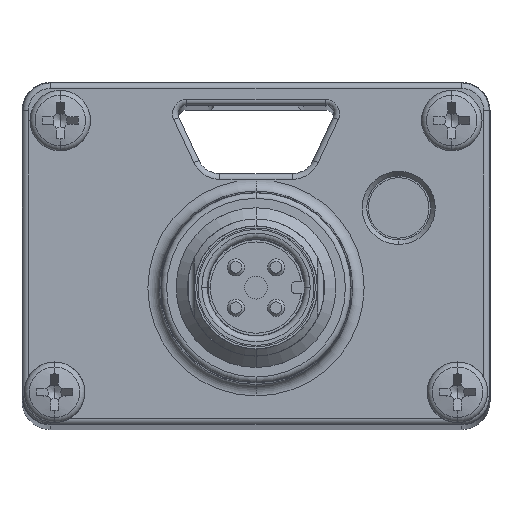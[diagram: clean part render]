
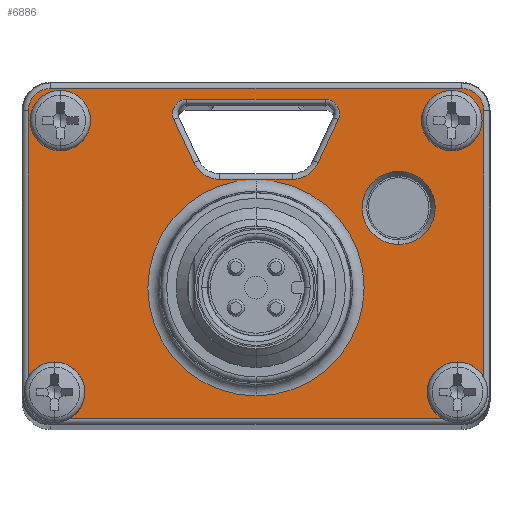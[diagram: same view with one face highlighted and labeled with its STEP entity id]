
A CAD part, top view. The second image highlights one B-rep face of the part: STEP entity #6886.
In plain terms, the highlighted planar face has unit normal (0, 0, 1).
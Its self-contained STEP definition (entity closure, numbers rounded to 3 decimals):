
#212=CARTESIAN_POINT('',(0.,-18.,2.));
#213=DIRECTION('',(0.,0.,1.));
#214=DIRECTION('',(0.,-1.,0.));
#215=AXIS2_PLACEMENT_3D('',#212,#213,#214);
#217=CARTESIAN_POINT('',(3.18,-6.,2.));
#218=DIRECTION('',(0.,0.,1.));
#219=DIRECTION('',(0.,-1.,0.));
#220=AXIS2_PLACEMENT_3D('',#217,#218,#219);
#222=DIRECTION('',(0.423,0.906,0.));
#223=VECTOR('',#222,4.169);
#224=CARTESIAN_POINT('',(5.446,-7.057,2.));
#225=LINE('',#224,#223);
#226=CARTESIAN_POINT('',(6.075,-2.75,2.));
#227=DIRECTION('',(0.,0.,1.));
#228=DIRECTION('',(0.906,-0.423,0.));
#229=AXIS2_PLACEMENT_3D('',#226,#227,#228);
#231=CARTESIAN_POINT('',(-6.075,-2.75,2.));
#232=DIRECTION('',(0.,0.,1.));
#233=DIRECTION('',(0.,1.,0.));
#234=AXIS2_PLACEMENT_3D('',#231,#232,#233);
#236=DIRECTION('',(0.423,-0.906,0.));
#237=VECTOR('',#236,4.169);
#238=CARTESIAN_POINT('',(-7.208,-3.278,2.));
#239=LINE('',#238,#237);
#240=CARTESIAN_POINT('',(-3.18,-6.,2.));
#241=DIRECTION('',(0.,0.,1.));
#242=DIRECTION('',(-0.906,-0.423,0.));
#243=AXIS2_PLACEMENT_3D('',#240,#241,#242);
#245=CARTESIAN_POINT('',(0.,-18.,2.));
#246=DIRECTION('',(0.,0.,1.));
#247=DIRECTION('',(0.001,1.,0.));
#248=AXIS2_PLACEMENT_3D('',#245,#246,#247);
#250=CARTESIAN_POINT('',(12.5,-11.,2.));
#251=DIRECTION('',(0.,0.,1.));
#252=DIRECTION('',(0.,-1.,0.));
#253=AXIS2_PLACEMENT_3D('',#250,#251,#252);
#255=CARTESIAN_POINT('',(12.5,-11.,2.));
#256=DIRECTION('',(0.,0.,1.));
#257=DIRECTION('',(0.,1.,0.));
#258=AXIS2_PLACEMENT_3D('',#255,#256,#257);
#260=CARTESIAN_POINT('',(-17.65,-27.15,2.));
#261=DIRECTION('',(0.,0.,-1.));
#262=DIRECTION('',(-0.872,0.49,0.));
#263=AXIS2_PLACEMENT_3D('',#260,#261,#262);
#265=CARTESIAN_POINT('',(-18.,-2.5,2.));
#266=DIRECTION('',(0.,0.,-1.));
#267=DIRECTION('',(-1.,0.,0.));
#268=AXIS2_PLACEMENT_3D('',#265,#266,#267);
#270=CARTESIAN_POINT('',(18.,-2.5,2.));
#271=DIRECTION('',(0.,0.,-1.));
#272=DIRECTION('',(0.,1.,0.));
#273=AXIS2_PLACEMENT_3D('',#270,#271,#272);
#275=CARTESIAN_POINT('',(17.65,-27.15,2.));
#276=DIRECTION('',(0.,0.,-1.));
#277=DIRECTION('',(0.,1.,0.));
#278=AXIS2_PLACEMENT_3D('',#275,#276,#277);
#280=CARTESIAN_POINT('',(17.65,-27.15,2.));
#281=DIRECTION('',(0.,0.,-1.));
#282=DIRECTION('',(-0.49,-0.872,0.));
#283=AXIS2_PLACEMENT_3D('',#280,#281,#282);
#285=CARTESIAN_POINT('',(-17.65,-27.15,2.));
#286=DIRECTION('',(0.,0.,-1.));
#287=DIRECTION('',(0.,1.,0.));
#288=AXIS2_PLACEMENT_3D('',#285,#286,#287);
#290=CARTESIAN_POINT('',(17.15,-3.35,2.));
#291=DIRECTION('',(0.,0.,-1.));
#292=DIRECTION('',(0.,-1.,0.));
#293=AXIS2_PLACEMENT_3D('',#290,#291,#292);
#295=CARTESIAN_POINT('',(17.15,-3.35,2.));
#296=DIRECTION('',(0.,0.,-1.));
#297=DIRECTION('',(0.,1.,0.));
#298=AXIS2_PLACEMENT_3D('',#295,#296,#297);
#300=CARTESIAN_POINT('',(-17.15,-3.35,2.));
#301=DIRECTION('',(0.,0.,-1.));
#302=DIRECTION('',(0.,-1.,0.));
#303=AXIS2_PLACEMENT_3D('',#300,#301,#302);
#305=CARTESIAN_POINT('',(-17.15,-3.35,2.));
#306=DIRECTION('',(0.,0.,-1.));
#307=DIRECTION('',(0.,1.,0.));
#308=AXIS2_PLACEMENT_3D('',#305,#306,#307);
#1692=DIRECTION('',(-1.,-0.005,0.));
#1693=VECTOR('',#1692,3.191);
#1694=CARTESIAN_POINT('',(3.18,-8.5,2.));
#1695=LINE('',#1694,#1693);
#1696=DIRECTION('',(-1.,0.005,0.));
#1697=VECTOR('',#1696,3.17);
#1698=CARTESIAN_POINT('',(-0.01,-8.515,2.));
#1699=LINE('',#1698,#1697);
#1720=DIRECTION('',(1.,0.,0.));
#1721=VECTOR('',#1720,12.15);
#1722=CARTESIAN_POINT('',(-6.075,-1.5,
2.));
#1723=LINE('',#1722,#1721);
#2173=DIRECTION('',(0.,-1.,0.));
#2174=VECTOR('',#2173,23.352);
#2175=CARTESIAN_POINT('',(-19.961,-2.5,2.));
#2176=LINE('',#2175,#2174);
#2191=DIRECTION('',(1.,0.,0.));
#2192=VECTOR('',#2191,32.705);
#2193=CARTESIAN_POINT('',(-16.352,-29.461,2.));
#2194=LINE('',#2193,#2192);
#2218=DIRECTION('',(0.,1.,0.));
#2219=VECTOR('',#2218,23.352);
#2220=CARTESIAN_POINT('',(19.961,-25.852,2.));
#2221=LINE('',#2220,#2219);
#2237=DIRECTION('',(-1.,0.,0.));
#2238=VECTOR('',#2237,36.);
#2239=CARTESIAN_POINT('',(18.,-0.539,2.));
#2240=LINE('',#2239,#2238);
#5382=CARTESIAN_POINT('',(-18.,-0.539,2.));
#5383=VERTEX_POINT('',#5382);
#5384=CARTESIAN_POINT('',(0.,-27.474,2.));
#5385=CARTESIAN_POINT('',(-0.033,-8.526,2.));
#5386=VERTEX_POINT('',#5384);
#5387=VERTEX_POINT('',#5385);
#5388=CARTESIAN_POINT('',(-6.075,-1.5,2.));
#5389=CARTESIAN_POINT('',(-7.208,-3.278,
2.));
#5390=VERTEX_POINT('',#5388);
#5391=VERTEX_POINT('',#5389);
#5392=CARTESIAN_POINT('',(-5.446,-7.057,2.));
#5393=VERTEX_POINT('',#5392);
#5394=CARTESIAN_POINT('',(-3.18,-8.5,2.));
#5395=VERTEX_POINT('',#5394);
#5396=CARTESIAN_POINT('',(3.18,-8.5,2.));
#5397=CARTESIAN_POINT('',(5.446,-7.057,2.));
#5398=VERTEX_POINT('',#5396);
#5399=VERTEX_POINT('',#5397);
#5400=CARTESIAN_POINT('',(7.208,-3.278,2.));
#5401=VERTEX_POINT('',#5400);
#5402=CARTESIAN_POINT('',(6.075,-1.5,2.));
#5403=VERTEX_POINT('',#5402);
#5404=CARTESIAN_POINT('',(-19.961,-2.5,2.));
#5405=VERTEX_POINT('',#5404);
#5406=CARTESIAN_POINT('',(18.,-0.539,2.));
#5407=VERTEX_POINT('',#5406);
#5408=CARTESIAN_POINT('',(19.961,-2.5,2.));
#5409=VERTEX_POINT('',#5408);
#5410=CARTESIAN_POINT('',(12.5,-14.2,2.));
#5411=CARTESIAN_POINT('',(12.5,-7.8,2.));
#5412=VERTEX_POINT('',#5410);
#5413=VERTEX_POINT('',#5411);
#6522=CARTESIAN_POINT('',(16.352,-29.461,2.));
#6523=CARTESIAN_POINT('',(17.65,-24.5,2.));
#6524=VERTEX_POINT('',#6522);
#6525=VERTEX_POINT('',#6523);
#6526=CARTESIAN_POINT('',(19.961,-25.852,2.));
#6527=VERTEX_POINT('',#6526);
#6532=CARTESIAN_POINT('',(-19.961,-25.852,2.));
#6533=CARTESIAN_POINT('',(-17.65,-24.5,2.));
#6534=VERTEX_POINT('',#6532);
#6535=VERTEX_POINT('',#6533);
#6536=CARTESIAN_POINT('',(-16.352,-29.461,2.));
#6537=VERTEX_POINT('',#6536);
#6542=CARTESIAN_POINT('',(17.15,-6.,2.));
#6543=CARTESIAN_POINT('',(17.15,-0.7,2.));
#6544=VERTEX_POINT('',#6542);
#6545=VERTEX_POINT('',#6543);
#6546=CARTESIAN_POINT('',(-17.15,-6.,2.));
#6547=CARTESIAN_POINT('',(-17.15,-0.7,2.));
#6548=VERTEX_POINT('',#6546);
#6549=VERTEX_POINT('',#6547);
#6818=CARTESIAN_POINT('',(0.,-15.,2.));
#6819=DIRECTION('',(0.,0.,1.));
#6820=DIRECTION('',(-1.,0.,0.));
#6821=AXIS2_PLACEMENT_3D('',#6818,#6819,#6820);
#6822=PLANE('',#6821);
#6824=ORIENTED_EDGE('',*,*,#6823,.F.);
#6826=ORIENTED_EDGE('',*,*,#6825,.F.);
#6828=ORIENTED_EDGE('',*,*,#6827,.T.);
#6830=ORIENTED_EDGE('',*,*,#6829,.F.);
#6832=ORIENTED_EDGE('',*,*,#6831,.T.);
#6834=ORIENTED_EDGE('',*,*,#6833,.F.);
#6836=ORIENTED_EDGE('',*,*,#6835,.F.);
#6838=ORIENTED_EDGE('',*,*,#6837,.F.);
#6840=ORIENTED_EDGE('',*,*,#6839,.F.);
#6842=ORIENTED_EDGE('',*,*,#6841,.F.);
#6843=EDGE_LOOP('',(#6824,#6826,#6828,#6830,#6832,#6834,#6836,#6838,#6840,
#6842));
#6844=FACE_OUTER_BOUND('',#6843,.F.);
#6846=ORIENTED_EDGE('',*,*,#6845,.T.);
#6848=ORIENTED_EDGE('',*,*,#6847,.F.);
#6850=ORIENTED_EDGE('',*,*,#6849,.T.);
#6852=ORIENTED_EDGE('',*,*,#6851,.T.);
#6854=ORIENTED_EDGE('',*,*,#6853,.T.);
#6856=ORIENTED_EDGE('',*,*,#6855,.F.);
#6858=ORIENTED_EDGE('',*,*,#6857,.T.);
#6860=ORIENTED_EDGE('',*,*,#6859,.T.);
#6862=ORIENTED_EDGE('',*,*,#6861,.T.);
#6864=ORIENTED_EDGE('',*,*,#6863,.F.);
#6866=ORIENTED_EDGE('',*,*,#6865,.T.);
#6867=EDGE_LOOP('',(#6846,#6848,#6850,#6852,#6854,#6856,#6858,#6860,#6862,#6864,
#6866));
#6868=FACE_BOUND('',#6867,.F.);
#6870=ORIENTED_EDGE('',*,*,#6869,.T.);
#6872=ORIENTED_EDGE('',*,*,#6871,.T.);
#6873=EDGE_LOOP('',(#6870,#6872));
#6874=FACE_BOUND('',#6873,.F.);
#6875=ORIENTED_EDGE('',*,*,#6808,.F.);
#6877=ORIENTED_EDGE('',*,*,#6876,.F.);
#6878=EDGE_LOOP('',(#6875,#6877));
#6879=FACE_BOUND('',#6878,.F.);
#6881=ORIENTED_EDGE('',*,*,#6880,.F.);
#6883=ORIENTED_EDGE('',*,*,#6882,.F.);
#6884=EDGE_LOOP('',(#6881,#6883));
#6885=FACE_BOUND('',#6884,.F.);
#6886=ADVANCED_FACE('',(#6844,#6868,#6874,#6879,#6885),#6822,.T.);
#216=CIRCLE('',#215,9.474);
#221=CIRCLE('',#220,2.5);
#230=CIRCLE('',#229,1.25);
#235=CIRCLE('',#234,1.25);
#244=CIRCLE('',#243,2.5);
#249=CIRCLE('',#248,9.474);
#254=CIRCLE('',#253,3.2);
#259=CIRCLE('',#258,3.2);
#264=CIRCLE('',#263,2.65);
#269=CIRCLE('',#268,1.961);
#274=CIRCLE('',#273,1.961);
#279=CIRCLE('',#278,2.65);
#284=CIRCLE('',#283,2.65);
#289=CIRCLE('',#288,2.65);
#294=CIRCLE('',#293,2.65);
#299=CIRCLE('',#298,2.65);
#304=CIRCLE('',#303,2.65);
#309=CIRCLE('',#308,2.65);
#6808=EDGE_CURVE('',#6544,#6545,#294,.T.);
#6823=EDGE_CURVE('',#6534,#6535,#264,.T.);
#6825=EDGE_CURVE('',#5405,#6534,#2176,.T.);
#6827=EDGE_CURVE('',#5405,#5383,#269,.T.);
#6829=EDGE_CURVE('',#5407,#5383,#2240,.T.);
#6831=EDGE_CURVE('',#5407,#5409,#274,.T.);
#6833=EDGE_CURVE('',#6527,#5409,#2221,.T.);
#6835=EDGE_CURVE('',#6525,#6527,#279,.T.);
#6837=EDGE_CURVE('',#6524,#6525,#284,.T.);
#6839=EDGE_CURVE('',#6537,#6524,#2194,.T.);
#6841=EDGE_CURVE('',#6535,#6537,#289,.T.);
#6845=EDGE_CURVE('',#5386,#5387,#216,.T.);
#6847=EDGE_CURVE('',#5398,#5387,#1695,.T.);
#6849=EDGE_CURVE('',#5398,#5399,#221,.T.);
#6851=EDGE_CURVE('',#5399,#5401,#225,.T.);
#6853=EDGE_CURVE('',#5401,#5403,#230,.T.);
#6855=EDGE_CURVE('',#5390,#5403,#1723,.T.);
#6857=EDGE_CURVE('',#5390,#5391,#235,.T.);
#6859=EDGE_CURVE('',#5391,#5393,#239,.T.);
#6861=EDGE_CURVE('',#5393,#5395,#244,.T.);
#6863=EDGE_CURVE('',#5387,#5395,#1699,.T.);
#6865=EDGE_CURVE('',#5387,#5386,#249,.T.);
#6869=EDGE_CURVE('',#5412,#5413,#254,.T.);
#6871=EDGE_CURVE('',#5413,#5412,#259,.T.);
#6876=EDGE_CURVE('',#6545,#6544,#299,.T.);
#6880=EDGE_CURVE('',#6548,#6549,#304,.T.);
#6882=EDGE_CURVE('',#6549,#6548,#309,.T.);
